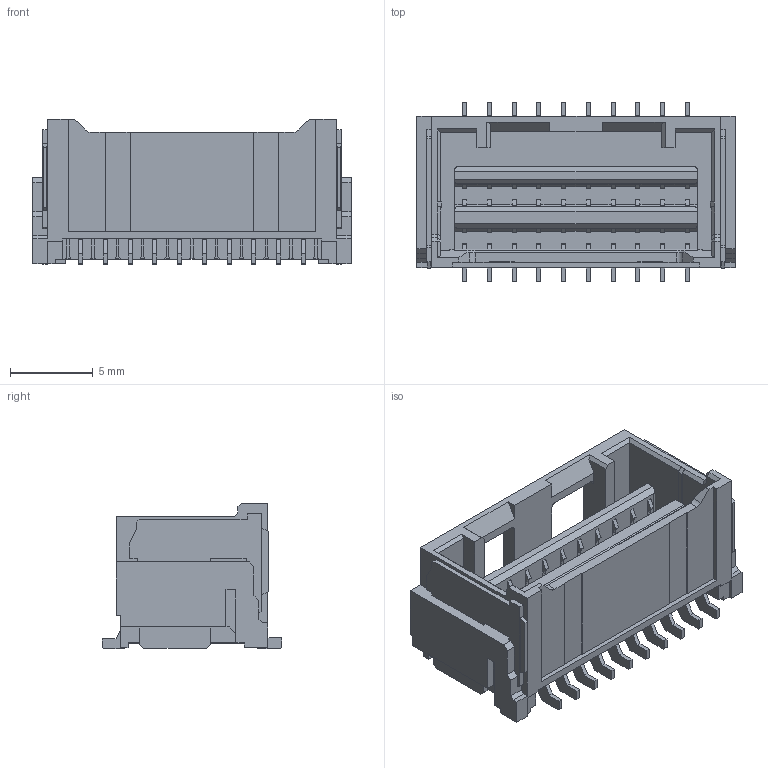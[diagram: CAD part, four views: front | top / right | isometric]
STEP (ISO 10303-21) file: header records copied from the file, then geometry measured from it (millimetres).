
FILE_DESCRIPTION(('FreeCAD Model'),'2;1');
FILE_NAME('Molex_CLIK-Mate_505406-2060_2x10-1MP_P1.50mm_Vertical.step','2018-07-15T17:17:56',('Author'),(''), 'Open CASCADE STEP processor 7.2','FreeCAD','Unknown');
FILE_SCHEMA(('AUTOMOTIVE_DESIGN { 1 0 10303 214 1 1 1 1 }'));
Length unit declared in the file: millimetre
Products named in the file (3): _054062060; SOLID; COMPOUND
Assembly tree (2 placements, depth 2):
  _054062060
    SOLID
    COMPOUND
Bounding box: 19.3 x 10.85 x 8.82 mm (x, y, z)
Volume: 714.2 mm3; surface area: 1407.4 mm2
Topology: 1 solids, 1 shells, 929 faces, 2809 edges, 2158 vertices
Faces by surface type: plane 821, cylinder 106, cone 2
Entity records: 68039 total; most frequent: CARTESIAN_POINT 12221, DIRECTION 10209, LINE 7811, VECTOR 7811, ORIENTED_EDGE 5442, PCURVE 5442, DEFINITIONAL_REPRESENTATION 5442, EDGE_CURVE 2721
